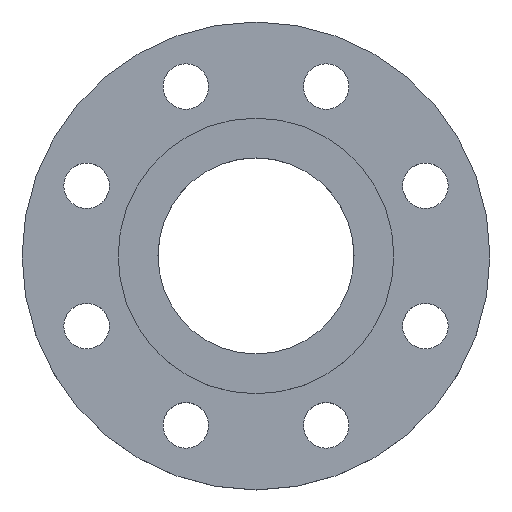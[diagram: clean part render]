
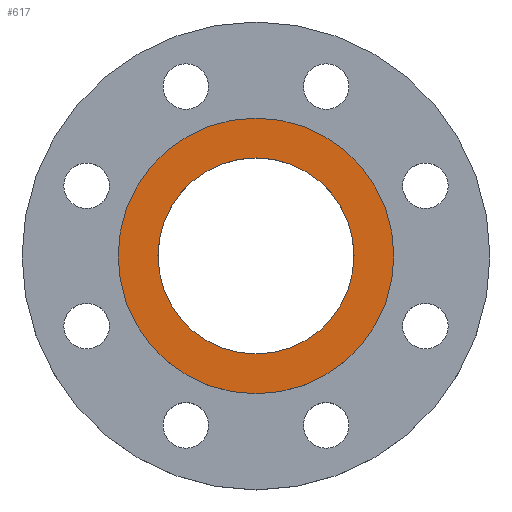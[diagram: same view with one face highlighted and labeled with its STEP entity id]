
A CAD part, top view. The second image highlights one B-rep face of the part: STEP entity #617.
In plain terms, the highlighted planar face has unit normal (0, 0, 1).
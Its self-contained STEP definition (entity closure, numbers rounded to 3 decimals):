
#34 = CIRCLE ( 'NONE', #35, 54.5 ) ;
#35 = AXIS2_PLACEMENT_3D ( 'NONE', #262, #261, #259 ) ;
#108 = CARTESIAN_POINT ( 'NONE',  ( -54.5, 0., 0. ) ) ;
#162 = CIRCLE ( 'NONE', #378, 54.5 ) ;
#189 = AXIS2_PLACEMENT_3D ( 'NONE', #229, #228, #227 ) ;
#200 = AXIS2_PLACEMENT_3D ( 'NONE', #497, #500, #503 ) ;
#215 = DIRECTION ( 'NONE',  ( -1., 0., 0. ) ) ;
#216 = DIRECTION ( 'NONE',  ( 0., 0., -1. ) ) ;
#217 = CARTESIAN_POINT ( 'NONE',  ( 0., 0., 0. ) ) ;
#227 = DIRECTION ( 'NONE',  ( 1., 0., 0. ) ) ;
#228 = DIRECTION ( 'NONE',  ( 0., 0., 1. ) ) ;
#229 = CARTESIAN_POINT ( 'NONE',  ( 0., 0., 0. ) ) ;
#231 = PLANE ( 'NONE',  #189 ) ;
#232 = FACE_OUTER_BOUND ( 'NONE', #801, .T. ) ;
#233 = FACE_BOUND ( 'NONE', #805, .T. ) ;
#239 = CARTESIAN_POINT ( 'NONE',  ( 54.5, 0., 0. ) ) ;
#258 = CARTESIAN_POINT ( 'NONE',  ( 38.75, 0., 0. ) ) ;
#259 = DIRECTION ( 'NONE',  ( -1., 0., 0. ) ) ;
#261 = DIRECTION ( 'NONE',  ( 0., 0., -1. ) ) ;
#262 = CARTESIAN_POINT ( 'NONE',  ( 0., 0., 0. ) ) ;
#288 = CARTESIAN_POINT ( 'NONE',  ( -38.75, 0., 0. ) ) ;
#378 = AXIS2_PLACEMENT_3D ( 'NONE', #217, #216, #215 ) ;
#383 = EDGE_CURVE ( 'NONE', #560, #585, #779, .T. ) ;
#431 = CARTESIAN_POINT ( 'NONE',  ( 0., 0., 0. ) ) ;
#433 = DIRECTION ( 'NONE',  ( 0., 0., -1. ) ) ;
#434 = DIRECTION ( 'NONE',  ( -1., 0., 0. ) ) ;
#450 = CIRCLE ( 'NONE', #200, 38.75 ) ;
#484 = EDGE_CURVE ( 'NONE', #585, #560, #450, .T. ) ;
#497 = CARTESIAN_POINT ( 'NONE',  ( 0., 0., 0. ) ) ;
#500 = DIRECTION ( 'NONE',  ( 0., 0., -1. ) ) ;
#503 = DIRECTION ( 'NONE',  ( -1., 0., 0. ) ) ;
#555 = AXIS2_PLACEMENT_3D ( 'NONE', #431, #433, #434 ) ;
#560 = VERTEX_POINT ( 'NONE', #288 ) ;
#581 = EDGE_CURVE ( 'NONE', #806, #611, #34, .T. ) ;
#585 = VERTEX_POINT ( 'NONE', #258 ) ;
#611 = VERTEX_POINT ( 'NONE', #239 ) ;
#617 = ADVANCED_FACE ( 'NONE', ( #233, #232 ), #231, .T. ) ;
#620 = EDGE_CURVE ( 'NONE', #611, #806, #162, .T. ) ;
#723 = ORIENTED_EDGE ( 'NONE', *, *, #383, .T. ) ;
#724 = ORIENTED_EDGE ( 'NONE', *, *, #484, .T. ) ;
#728 = ORIENTED_EDGE ( 'NONE', *, *, #581, .F. ) ;
#730 = ORIENTED_EDGE ( 'NONE', *, *, #620, .F. ) ;
#779 = CIRCLE ( 'NONE', #555, 38.75 ) ;
#801 = EDGE_LOOP ( 'NONE', ( #728, #730 ) ) ;
#805 = EDGE_LOOP ( 'NONE', ( #723, #724 ) ) ;
#806 = VERTEX_POINT ( 'NONE', #108 ) ;
